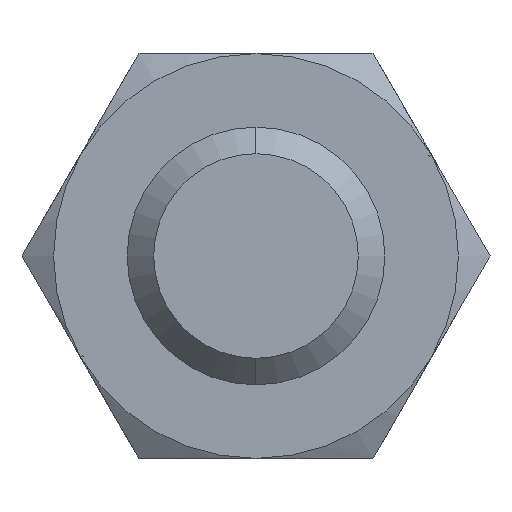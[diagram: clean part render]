
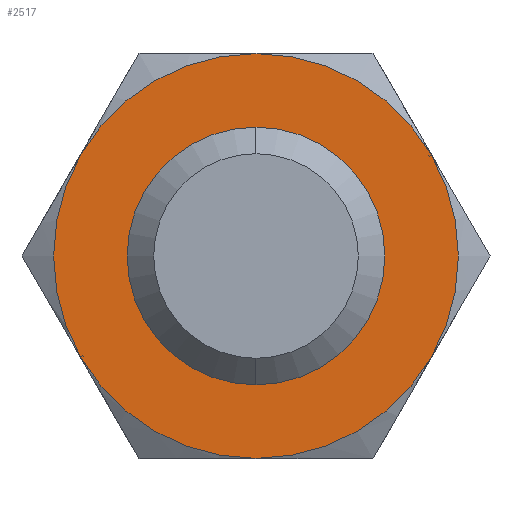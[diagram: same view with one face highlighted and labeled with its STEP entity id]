
A CAD part, front view. The second image highlights one B-rep face of the part: STEP entity #2517.
In plain terms, the highlighted face is planar.
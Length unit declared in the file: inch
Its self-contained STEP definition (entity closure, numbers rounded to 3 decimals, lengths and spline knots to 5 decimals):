
#30 = CARTESIAN_POINT ( 'NONE',  ( 0.36, 0., 0.198 ) ) ;
#61 = VERTEX_POINT ( 'NONE', #30 ) ;
#142 = EDGE_CURVE ( 'NONE', #4204, #61, #2052, .T. ) ;
#197 = CARTESIAN_POINT ( 'NONE',  ( 0.36, 0., 0. ) ) ;
#717 = EDGE_LOOP ( 'NONE', ( #3469, #1887 ) ) ;
#826 = EDGE_CURVE ( 'NONE', #61, #4204, #4514, .T. ) ;
#872 = CARTESIAN_POINT ( 'NONE',  ( 0.36, 0., 0. ) ) ;
#982 = FACE_OUTER_BOUND ( 'NONE', #3343, .T. ) ;
#1403 = CIRCLE ( 'NONE', #3199, 0.3435 ) ;
#1723 = AXIS2_PLACEMENT_3D ( 'NONE', #872, #2023, #4743 ) ;
#1725 = DIRECTION ( 'NONE',  ( -1., 0., 0. ) ) ;
#1794 = DIRECTION ( 'NONE',  ( -1., 0., 0. ) ) ;
#1887 = ORIENTED_EDGE ( 'NONE', *, *, #142, .F. ) ;
#1893 = DIRECTION ( 'NONE',  ( 0., 0., 1. ) ) ;
#1943 = AXIS2_PLACEMENT_3D ( 'NONE', #2602, #1794, #4546 ) ;
#2023 = DIRECTION ( 'NONE',  ( -1., 0., 0. ) ) ;
#2052 = CIRCLE ( 'NONE', #1723, 0.198 ) ;
#2262 = EDGE_CURVE ( 'NONE', #4006, #3540, #1403, .T. ) ;
#2493 = FACE_BOUND ( 'NONE', #717, .T. ) ;
#2517 = ADVANCED_FACE ( 'NONE', ( #2493, #982 ), #4669, .F. ) ;
#2551 = CARTESIAN_POINT ( 'NONE',  ( 0.36, 0., -0.198 ) ) ;
#2602 = CARTESIAN_POINT ( 'NONE',  ( 0.36, 0., 0. ) ) ;
#2645 = CARTESIAN_POINT ( 'NONE',  ( 0.36, 0., 0. ) ) ;
#2680 = EDGE_CURVE ( 'NONE', #3540, #4006, #3096, .T. ) ;
#2891 = DIRECTION ( 'NONE',  ( 0., 0., 1. ) ) ;
#3031 = AXIS2_PLACEMENT_3D ( 'NONE', #2645, #3432, #1893 ) ;
#3065 = DIRECTION ( 'NONE',  ( 0., 0., -1. ) ) ;
#3096 = CIRCLE ( 'NONE', #1943, 0.3435 ) ;
#3199 = AXIS2_PLACEMENT_3D ( 'NONE', #197, #1725, #2891 ) ;
#3331 = CARTESIAN_POINT ( 'NONE',  ( 0.36, 0., 0.3435 ) ) ;
#3343 = EDGE_LOOP ( 'NONE', ( #4835, #4645 ) ) ;
#3432 = DIRECTION ( 'NONE',  ( -1., 0., 0. ) ) ;
#3469 = ORIENTED_EDGE ( 'NONE', *, *, #826, .F. ) ;
#3540 = VERTEX_POINT ( 'NONE', #3331 ) ;
#4006 = VERTEX_POINT ( 'NONE', #4455 ) ;
#4204 = VERTEX_POINT ( 'NONE', #2551 ) ;
#4380 = AXIS2_PLACEMENT_3D ( 'NONE', #4654, #5051, #3065 ) ;
#4455 = CARTESIAN_POINT ( 'NONE',  ( 0.36, 0., -0.3435 ) ) ;
#4514 = CIRCLE ( 'NONE', #3031, 0.198 ) ;
#4546 = DIRECTION ( 'NONE',  ( 0., 0., 1. ) ) ;
#4645 = ORIENTED_EDGE ( 'NONE', *, *, #2680, .T. ) ;
#4654 = CARTESIAN_POINT ( 'NONE',  ( 0.36, 0.3435, 0. ) ) ;
#4669 = PLANE ( 'NONE',  #4380 ) ;
#4743 = DIRECTION ( 'NONE',  ( 0., 0., 1. ) ) ;
#4835 = ORIENTED_EDGE ( 'NONE', *, *, #2262, .T. ) ;
#5051 = DIRECTION ( 'NONE',  ( 1., 0., 0. ) ) ;
